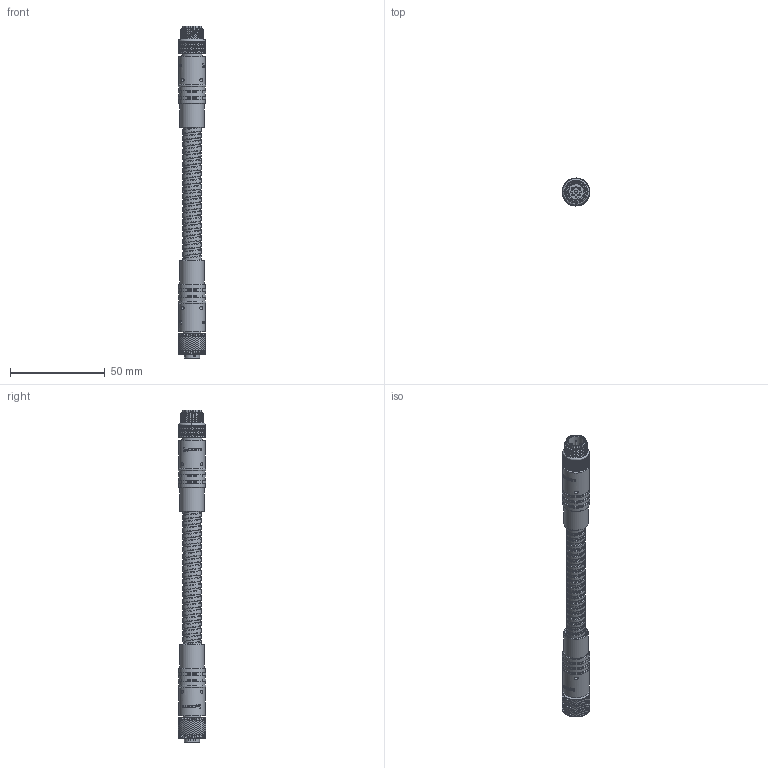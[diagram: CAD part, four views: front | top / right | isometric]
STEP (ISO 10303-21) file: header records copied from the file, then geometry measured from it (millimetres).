
FILE_DESCRIPTION (( 'STEP AP214' ), '1' );
FILE_NAME ('TRG502-T4S.STEP', '2018-04-06T16:09:15', ( '' ), ( '' ), 'SwSTEP 2.0', 'SolidWorks 2017', '' );
FILE_SCHEMA (( 'AUTOMOTIVE_DESIGN' ));
Length unit declared in the file: millimetre
Products named in the file (16): 1AJ09-135; 1AA13-158; 1AA13-158-MA6; 1AA13-158-MA1; 1AA13-158-MA5; 1AA13-158-MA4; 1AA13-158-MA3; 1AA13-158-MA2; 1AY06-084-ALT_CUT OFF FOR MOLD; 1AJ09-136; 1AA13-156; MTN-959_CANCELED THE END BOSS; TRG502-T4S; 1AJ09-144; 1AL03-130_LENGTH=130MM
Assembly tree (20 placements, depth 4):
  TRG502-T4S
    MTN-959_CANCELED THE END BOSS  x2
    1AA13-156
    1AJ09-136  x2
    1AY06-084-ALT_CUT OFF FOR MOLD
    1AA13-158
      1AA13-158-MA1
        1AA13-158-MA1
        1AA13-158-MA2
        1AA13-158-MA3  x4
        1AA13-158-MA4
        1AA13-158-MA5
      1AA13-158-MA6
    1AJ09-135
    1AL03-130_LENGTH=130MM
    1AJ09-144
Bounding box: 14.6 x 14.6 x 175.5 mm (x, y, z)
Volume: 19282.2 mm3; surface area: 27233.6 mm2
Topology: 22 solids, 22 shells, 5734 faces, 12047 edges, 6434 vertices
Faces by surface type: bspline 4055, cylinder 1258, plane 379, cone 25, torus 17
Full cylindrical faces by diameter (mm): 0.55 x4, 0.8 x8, 1 x4, 1.1 x8, 1.2 x12, 1.5 x13, 1.8 x4, 6.2 x1, 8 x34, 8.3 x1, 8.4 x1, 8.6 x3, 8.9 x3, 9.3 x1, 9.4 x3, 9.428 x1, 9.45 x1, 9.5 x1, 9.6 x1, 9.628 x2, 9.8 x1, 9.9 x1, 10 x1, 10.1 x1, 10.35 x2, 10.5 x2, 10.55 x2, 10.65 x2, 10.9 x1, 11 x3
Entity records: 332611 total; most frequent: CARTESIAN_POINT 264879, ORIENTED_EDGE 22146, EDGE_CURVE 11073, VERTEX_POINT 5868, EDGE_LOOP 5649, FACE_OUTER_BOUND 5532, ADVANCED_FACE 5429, DIRECTION 4304
